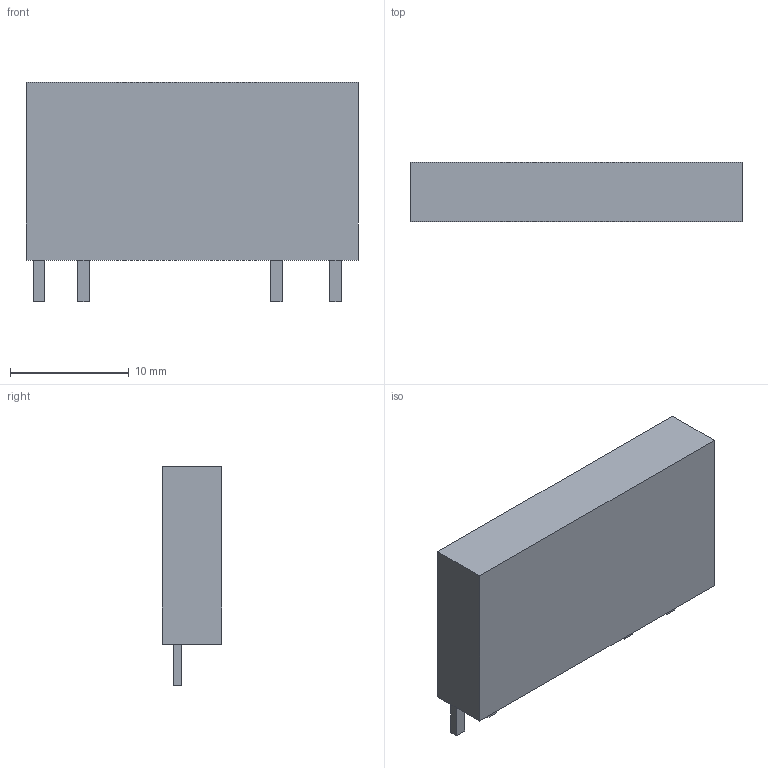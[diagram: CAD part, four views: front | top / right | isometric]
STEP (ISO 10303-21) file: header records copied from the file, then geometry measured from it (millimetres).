
FILE_DESCRIPTION(('FreeCAD Model'),'2;1');
FILE_NAME( 'Finder_34.81.step', '2018-01-20T15:07:22',('kicad StepUp'),('ksu MCAD'), 'Open CASCADE STEP processor 6.8','FreeCAD','Unknown');
FILE_SCHEMA(('AUTOMOTIVE_DESIGN_CC2 { 1 2 10303 214 -1 1 5 4 }'));
Length unit declared in the file: millimetre
Products named in the file (1): Finder_34.81
Bounding box: 28 x 5 x 18.5 mm (x, y, z)
Volume: 2109.8 mm3; surface area: 1317.6 mm2
Topology: 1 solids, 1 shells, 26 faces, 60 edges, 40 vertices
Faces by surface type: plane 26
Entity records: 536 total; most frequent: ORIENTED_EDGE 96, CARTESIAN_POINT 73, EDGE_CURVE 60, LINE 60, VERTEX_POINT 40, FACE_BOUND 30, EDGE_LOOP 30, AXIS2_PLACEMENT_3D 27
